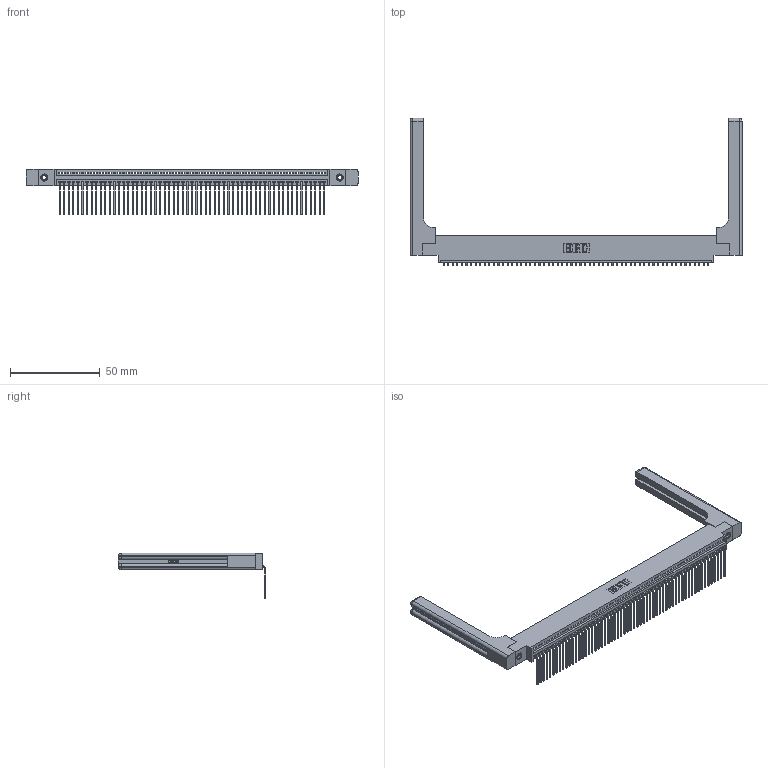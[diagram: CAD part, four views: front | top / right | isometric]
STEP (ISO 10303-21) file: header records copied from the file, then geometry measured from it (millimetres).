
FILE_DESCRIPTION (( 'STEP AP203' ), '1' );
FILE_NAME ('345-059-559-658.STEP', '2019-10-10T21:11:27', ( '' ), ( '' ), 'SwSTEP 2.0', 'SolidWorks 2016', '' );
FILE_SCHEMA (( 'CONFIG_CONTROL_DESIGN' ));
Length unit declared in the file: inch
Products named in the file (5): 345-059-559-658; 345-220-058_345-220-058; 345-250-001_345-250-001-102; 345-292-001_558 559 Tail - 1; 345 Part_0.170 Offset - 0.156 Dia-TH
Assembly tree (64 placements, depth 2):
  345-059-559-658
    345 Part_0.170 Offset - 0.156 Dia-TH
    345-292-001_558 559 Tail - 1  x59
    345-250-001_345-250-001-102  x2
    345-220-058_345-220-058  x2
Bounding box: 184.89 x 82.03 x 25.53 mm (x, y, z)
Volume: 26288.1 mm3; surface area: 30450.5 mm2
Topology: 64 solids, 64 shells, 3926 faces, 11757 edges, 7738 vertices
Faces by surface type: plane 2710, cylinder 1156, bspline 36, cone 12, sphere 8, torus 4
Entity records: 47514 total; most frequent: CARTESIAN_POINT 9202, ORIENTED_EDGE 7992, DIRECTION 6958, EDGE_CURVE 3996, LINE 3536, VECTOR 3536, VERTEX_POINT 2654, AXIS2_PLACEMENT_3D 1711
